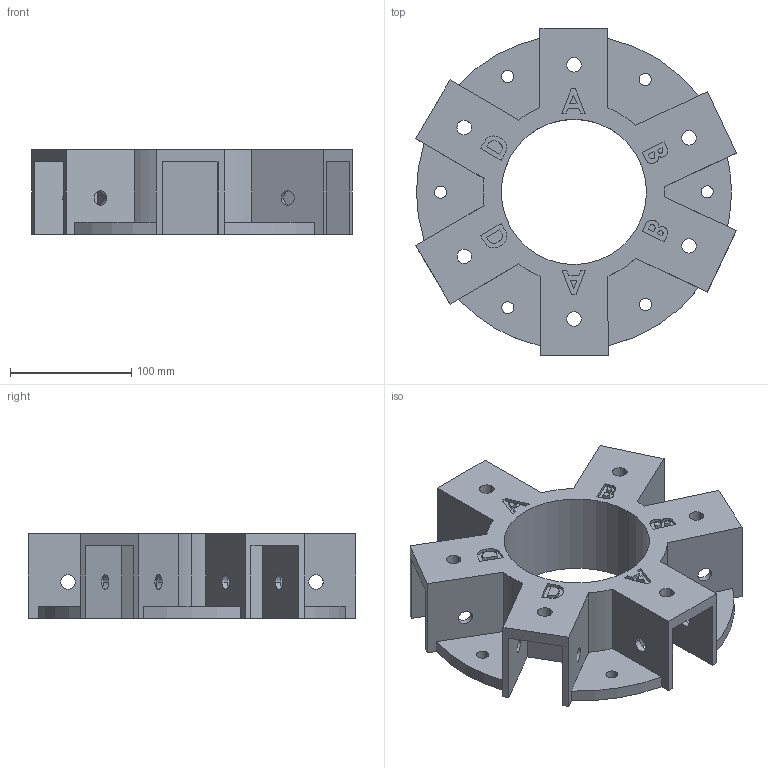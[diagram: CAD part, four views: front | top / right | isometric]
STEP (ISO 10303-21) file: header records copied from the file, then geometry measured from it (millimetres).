
FILE_DESCRIPTION (( 'STEP AP214' ), '1' );
FILE_NAME ('6_way_type_2.STEP', '2025-09-11T19:47:56', ( '' ), ( '' ), 'SwSTEP 2.0', 'SolidWorks 2022', '' );
FILE_SCHEMA (( 'AUTOMOTIVE_DESIGN' ));
Length unit declared in the file: millimetre
Products named in the file (1): 6_way_type_2
Bounding box: 264.74 x 270.05 x 70 mm (x, y, z)
Volume: 1050670 mm3; surface area: 243997.8 mm2
Topology: 1 solids, 1 shells, 208 faces, 576 edges, 384 vertices
Faces by surface type: plane 116, cylinder 64, bspline 28
Entity records: 8349 total; most frequent: CARTESIAN_POINT 2941, ORIENTED_EDGE 1152, DIRECTION 1010, EDGE_CURVE 576, LINE 392, VECTOR 392, VERTEX_POINT 384, AXIS2_PLACEMENT_3D 309
